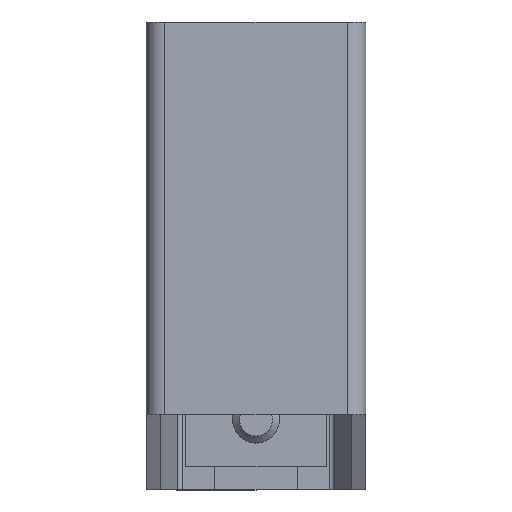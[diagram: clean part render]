
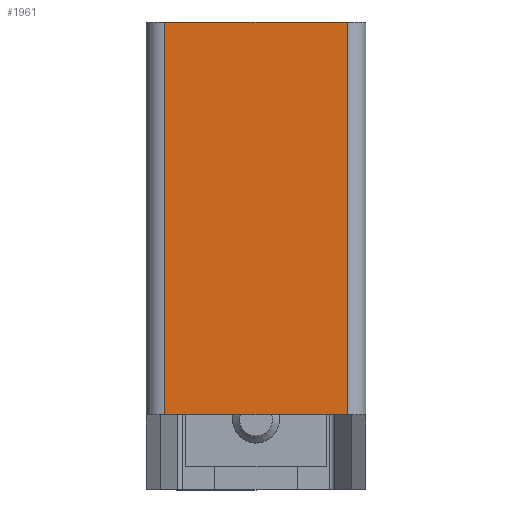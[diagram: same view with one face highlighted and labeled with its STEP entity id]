
A CAD part, top view. The second image highlights one B-rep face of the part: STEP entity #1961.
In plain terms, the highlighted planar face has unit normal (0, 0, 1).
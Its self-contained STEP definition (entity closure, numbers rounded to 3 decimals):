
#1961=ADVANCED_FACE('',(#3770),#3772,.T.);
#3770=FACE_BOUND('',#3771,.T.);
#3771=EDGE_LOOP('',(#5024,#5025,#5026,#5027));
#3772=PLANE('',#3773);
#3773=AXIS2_PLACEMENT_3D('',#3774,#3775,#3776);
#3774=CARTESIAN_POINT('',(0.,0.,3.));
#3775=DIRECTION('',(0.,0.,1.));
#3776=DIRECTION('',(1.,0.,0.));
#5024=ORIENTED_EDGE('',*,*,#5812,.T.);
#5025=ORIENTED_EDGE('',*,*,#5588,.T.);
#5026=ORIENTED_EDGE('',*,*,#5813,.T.);
#5027=ORIENTED_EDGE('',*,*,#5568,.T.);
#5568=EDGE_CURVE('',#6438,#6436,#6439,.T.);
#5588=EDGE_CURVE('',#6464,#6466,#6468,.T.);
#5812=EDGE_CURVE('',#6436,#6464,#6804,.F.);
#5813=EDGE_CURVE('',#6466,#6438,#6805,.T.);
#6436=VERTEX_POINT('',#8505);
#6438=VERTEX_POINT('',#8510);
#6439=LINE('',#8511,#8512);
#6464=VERTEX_POINT('',#8826);
#6466=VERTEX_POINT('',#8831);
#6468=LINE('',#8836,#8837);
#6804=LINE('',#9678,#9679);
#6805=LINE('',#9681,#9682);
#8505=CARTESIAN_POINT('',(4.,16.,3.));
#8510=CARTESIAN_POINT('',(4.,100.,3.));
#8511=CARTESIAN_POINT('',(4.,100.,3.));
#8512=VECTOR('',#8513,1.);
#8513=DIRECTION('',(0.,-1.,0.));
#8826=CARTESIAN_POINT('',(43.,16.,3.));
#8831=CARTESIAN_POINT('',(43.,100.,3.));
#8836=CARTESIAN_POINT('',(43.,16.,3.));
#8837=VECTOR('',#8838,1.);
#8838=DIRECTION('',(0.,1.,0.));
#9678=CARTESIAN_POINT('',(43.,16.,3.));
#9679=VECTOR('',#9680,1.);
#9680=DIRECTION('',(-1.,0.,0.));
#9681=CARTESIAN_POINT('',(43.,100.,3.));
#9682=VECTOR('',#9683,1.);
#9683=DIRECTION('',(-1.,0.,0.));
